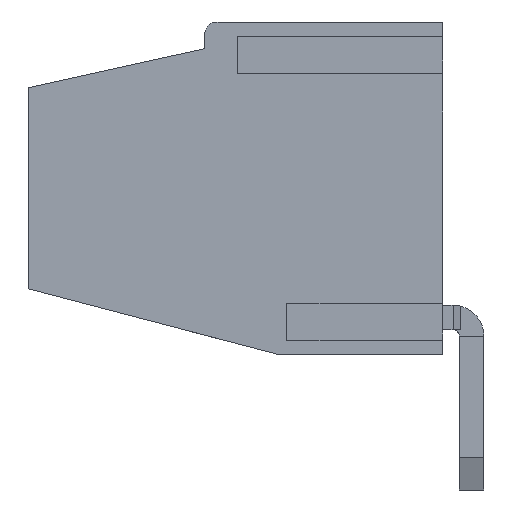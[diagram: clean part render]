
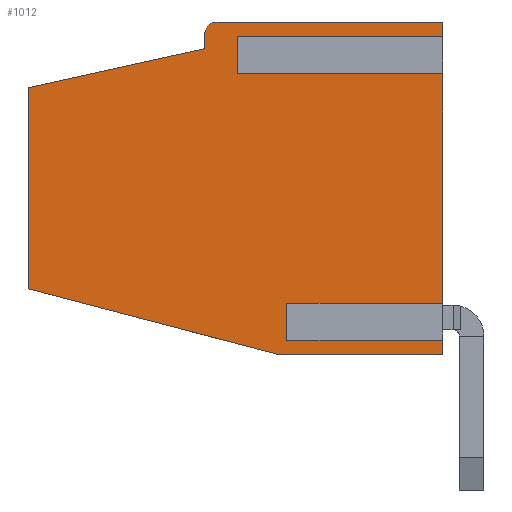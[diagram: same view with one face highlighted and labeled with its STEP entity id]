
A CAD part, left-side view. The second image highlights one B-rep face of the part: STEP entity #1012.
In plain terms, the highlighted face is planar.
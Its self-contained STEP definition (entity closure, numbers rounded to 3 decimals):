
#299 = CARTESIAN_POINT ( 'NONE',  ( 2.5, 7.45, 6.5 ) ) ;
#433 = AXIS2_PLACEMENT_3D ( 'NONE', #20364, #5505, #11964 ) ;
#814 = LINE ( 'NONE', #12867, #1360 ) ;
#824 = EDGE_LOOP ( 'NONE', ( #10542, #24966, #18511, #7824, #18628, #3622, #2906, #4218, #3174, #19462, #9169, #22563, #15283, #1812, #11979, #9445 ) ) ;
#849 = DIRECTION ( 'NONE',  ( -1., 0., 0. ) ) ;
#1012 = ADVANCED_FACE ( 'NONE', ( #9399 ), #7111, .F. ) ;
#1304 = EDGE_CURVE ( 'NONE', #22688, #18609, #26758, .T. ) ;
#1360 = VECTOR ( 'NONE', #23546, 1000. ) ;
#1496 = CARTESIAN_POINT ( 'NONE',  ( 2.5, 7.45, 6.5 ) ) ;
#1532 = LINE ( 'NONE', #13424, #13378 ) ;
#1547 = CARTESIAN_POINT ( 'NONE',  ( 2.5, 1.6, 10.8 ) ) ;
#1611 = LINE ( 'NONE', #3251, #3666 ) ;
#1695 = VERTEX_POINT ( 'NONE', #7018 ) ;
#1767 = VECTOR ( 'NONE', #23875, 1000. ) ;
#1812 = ORIENTED_EDGE ( 'NONE', *, *, #4122, .F. ) ;
#2194 = VECTOR ( 'NONE', #13208, 1000. ) ;
#2306 = CARTESIAN_POINT ( 'NONE',  ( 2.5, 7.568, 5.7 ) ) ;
#2350 = CARTESIAN_POINT ( 'NONE',  ( 2.5, 6.5, 10.8 ) ) ;
#2906 = ORIENTED_EDGE ( 'NONE', *, *, #25066, .T. ) ;
#3174 = ORIENTED_EDGE ( 'NONE', *, *, #4054, .F. ) ;
#3251 = CARTESIAN_POINT ( 'NONE',  ( 2.5, 7.568, 5.7 ) ) ;
#3303 = DIRECTION ( 'NONE',  ( 0., 1., 0. ) ) ;
#3315 = VECTOR ( 'NONE', #24066, 1000. ) ;
#3379 = CARTESIAN_POINT ( 'NONE',  ( 2.5, 0., 10.8 ) ) ;
#3589 = EDGE_CURVE ( 'NONE', #17512, #15514, #8347, .T. ) ;
#3622 = ORIENTED_EDGE ( 'NONE', *, *, #1304, .F. ) ;
#3666 = VECTOR ( 'NONE', #16075, 1000. ) ;
#3667 = LINE ( 'NONE', #1496, #8678 ) ;
#3845 = CARTESIAN_POINT ( 'NONE',  ( 2.5, 1.068, 0.7 ) ) ;
#4054 = EDGE_CURVE ( 'NONE', #16262, #5075, #13257, .T. ) ;
#4122 = EDGE_CURVE ( 'NONE', #18327, #17512, #1611, .T. ) ;
#4146 = EDGE_CURVE ( 'NONE', #1695, #9114, #9981, .T. ) ;
#4218 = ORIENTED_EDGE ( 'NONE', *, *, #15226, .T. ) ;
#4261 = VERTEX_POINT ( 'NONE', #14178 ) ;
#4422 = VERTEX_POINT ( 'NONE', #299 ) ;
#4466 = CARTESIAN_POINT ( 'NONE',  ( 2.5, 1.068, 4.5 ) ) ;
#5075 = VERTEX_POINT ( 'NONE', #20976 ) ;
#5505 = DIRECTION ( 'NONE',  ( 1., 0., 0. ) ) ;
#6205 = VERTEX_POINT ( 'NONE', #2350 ) ;
#6222 = VECTOR ( 'NONE', #8863, 1000. ) ;
#7018 = CARTESIAN_POINT ( 'NONE',  ( 2.5, 8.1, 6.2 ) ) ;
#7111 = PLANE ( 'NONE',  #25309 ) ;
#7824 = ORIENTED_EDGE ( 'NONE', *, *, #26480, .F. ) ;
#8059 = DIRECTION ( 'NONE',  ( 0., 0.254, 0.967 ) ) ;
#8347 = LINE ( 'NONE', #23193, #6222 ) ;
#8382 = CARTESIAN_POINT ( 'NONE',  ( 2.5, 7.8, 6.5 ) ) ;
#8669 = CIRCLE ( 'NONE', #433, 0.3 ) ;
#8678 = VECTOR ( 'NONE', #26430, 1000. ) ;
#8863 = DIRECTION ( 'NONE',  ( 0., 0., -1. ) ) ;
#9114 = VERTEX_POINT ( 'NONE', #24632 ) ;
#9127 = DIRECTION ( 'NONE',  ( 0., -1., 0. ) ) ;
#9169 = ORIENTED_EDGE ( 'NONE', *, *, #13120, .T. ) ;
#9202 = LINE ( 'NONE', #4466, #16073 ) ;
#9278 = CARTESIAN_POINT ( 'NONE',  ( 2.5, 1.6, 10.8 ) ) ;
#9281 = VECTOR ( 'NONE', #21521, 1000. ) ;
#9399 = FACE_OUTER_BOUND ( 'NONE', #824, .T. ) ;
#9405 = VECTOR ( 'NONE', #12697, 1000. ) ;
#9445 = ORIENTED_EDGE ( 'NONE', *, *, #19126, .T. ) ;
#9824 = VERTEX_POINT ( 'NONE', #21993 ) ;
#9981 = LINE ( 'NONE', #16215, #16181 ) ;
#10542 = ORIENTED_EDGE ( 'NONE', *, *, #4146, .F. ) ;
#11064 = VECTOR ( 'NONE', #24328, 1000. ) ;
#11188 = EDGE_CURVE ( 'NONE', #4422, #12379, #3667, .T. ) ;
#11303 = EDGE_CURVE ( 'NONE', #18609, #6205, #21597, .T. ) ;
#11964 = DIRECTION ( 'NONE',  ( 0., -1., 0. ) ) ;
#11979 = ORIENTED_EDGE ( 'NONE', *, *, #19523, .T. ) ;
#12131 = VERTEX_POINT ( 'NONE', #3845 ) ;
#12288 = CARTESIAN_POINT ( 'NONE',  ( 2.5, 7.568, 5.7 ) ) ;
#12379 = VERTEX_POINT ( 'NONE', #8382 ) ;
#12546 = LINE ( 'NONE', #2306, #2194 ) ;
#12697 = DIRECTION ( 'NONE',  ( 0., 0.216, -0.976 ) ) ;
#12867 = CARTESIAN_POINT ( 'NONE',  ( 2.5, 0.532, 4.5 ) ) ;
#12887 = CARTESIAN_POINT ( 'NONE',  ( 2.5, 0.532, 4.5 ) ) ;
#13113 = LINE ( 'NONE', #23251, #9405 ) ;
#13120 = EDGE_CURVE ( 'NONE', #19529, #12131, #9202, .T. ) ;
#13208 = DIRECTION ( 'NONE',  ( 0., 0., -1. ) ) ;
#13257 = LINE ( 'NONE', #19494, #9281 ) ;
#13378 = VECTOR ( 'NONE', #3303, 1000. ) ;
#13424 = CARTESIAN_POINT ( 'NONE',  ( 2.5, 8.1, 0.7 ) ) ;
#13656 = CARTESIAN_POINT ( 'NONE',  ( 2.5, 8.1, 0.7 ) ) ;
#14178 = CARTESIAN_POINT ( 'NONE',  ( 2.5, 0., 0.7 ) ) ;
#14220 = CARTESIAN_POINT ( 'NONE',  ( 2.5, 7.032, 5.7 ) ) ;
#15086 = CARTESIAN_POINT ( 'NONE',  ( 2.5, 1.068, 4.5 ) ) ;
#15226 = EDGE_CURVE ( 'NONE', #4261, #5075, #18188, .T. ) ;
#15283 = ORIENTED_EDGE ( 'NONE', *, *, #3589, .F. ) ;
#15285 = VECTOR ( 'NONE', #8059, 1000. ) ;
#15514 = VERTEX_POINT ( 'NONE', #24747 ) ;
#16073 = VECTOR ( 'NONE', #21393, 1000. ) ;
#16075 = DIRECTION ( 'NONE',  ( 0., -1., 0. ) ) ;
#16181 = VECTOR ( 'NONE', #17856, 1000. ) ;
#16215 = CARTESIAN_POINT ( 'NONE',  ( 2.5, 8.1, 10.8 ) ) ;
#16262 = VERTEX_POINT ( 'NONE', #12887 ) ;
#17392 = CARTESIAN_POINT ( 'NONE',  ( 2.5, 8.1, 10.8 ) ) ;
#17512 = VERTEX_POINT ( 'NONE', #14220 ) ;
#17832 = EDGE_CURVE ( 'NONE', #1695, #12379, #8669, .T. ) ;
#17856 = DIRECTION ( 'NONE',  ( 0., 0., -1. ) ) ;
#17991 = LINE ( 'NONE', #13656, #3315 ) ;
#18188 = LINE ( 'NONE', #20087, #22643 ) ;
#18327 = VERTEX_POINT ( 'NONE', #12288 ) ;
#18511 = ORIENTED_EDGE ( 'NONE', *, *, #11188, .F. ) ;
#18609 = VERTEX_POINT ( 'NONE', #9278 ) ;
#18628 = ORIENTED_EDGE ( 'NONE', *, *, #11303, .F. ) ;
#19126 = EDGE_CURVE ( 'NONE', #9824, #9114, #1532, .T. ) ;
#19462 = ORIENTED_EDGE ( 'NONE', *, *, #20249, .T. ) ;
#19494 = CARTESIAN_POINT ( 'NONE',  ( 2.5, 0.532, 4.5 ) ) ;
#19523 = EDGE_CURVE ( 'NONE', #18327, #9824, #12546, .T. ) ;
#19529 = VERTEX_POINT ( 'NONE', #15086 ) ;
#20087 = CARTESIAN_POINT ( 'NONE',  ( 2.5, 8.1, 0.7 ) ) ;
#20249 = EDGE_CURVE ( 'NONE', #16262, #19529, #814, .T. ) ;
#20364 = CARTESIAN_POINT ( 'NONE',  ( 2.5, 7.8, 6.2 ) ) ;
#20976 = CARTESIAN_POINT ( 'NONE',  ( 2.5, 0.532, 0.7 ) ) ;
#21393 = DIRECTION ( 'NONE',  ( 0., 0., -1. ) ) ;
#21521 = DIRECTION ( 'NONE',  ( 0., 0., -1. ) ) ;
#21597 = LINE ( 'NONE', #24148, #1767 ) ;
#21925 = LINE ( 'NONE', #3379, #11064 ) ;
#21993 = CARTESIAN_POINT ( 'NONE',  ( 2.5, 7.568, 0.7 ) ) ;
#22129 = DIRECTION ( 'NONE',  ( 0., 1., 0. ) ) ;
#22563 = ORIENTED_EDGE ( 'NONE', *, *, #25034, .T. ) ;
#22643 = VECTOR ( 'NONE', #22129, 1000. ) ;
#22688 = VERTEX_POINT ( 'NONE', #23978 ) ;
#23193 = CARTESIAN_POINT ( 'NONE',  ( 2.5, 7.032, 5.7 ) ) ;
#23251 = CARTESIAN_POINT ( 'NONE',  ( 2.5, 6.5, 10.8 ) ) ;
#23546 = DIRECTION ( 'NONE',  ( 0., 1., 0. ) ) ;
#23875 = DIRECTION ( 'NONE',  ( 0., 1., 0. ) ) ;
#23978 = CARTESIAN_POINT ( 'NONE',  ( 2.5, 0., 4.7 ) ) ;
#24066 = DIRECTION ( 'NONE',  ( 0., 1., 0. ) ) ;
#24148 = CARTESIAN_POINT ( 'NONE',  ( 2.5, 8.1, 10.8 ) ) ;
#24328 = DIRECTION ( 'NONE',  ( 0., 0., -1. ) ) ;
#24632 = CARTESIAN_POINT ( 'NONE',  ( 2.5, 8.1, 0.7 ) ) ;
#24747 = CARTESIAN_POINT ( 'NONE',  ( 2.5, 7.032, 0.7 ) ) ;
#24966 = ORIENTED_EDGE ( 'NONE', *, *, #17832, .T. ) ;
#25034 = EDGE_CURVE ( 'NONE', #12131, #15514, #17991, .T. ) ;
#25066 = EDGE_CURVE ( 'NONE', #22688, #4261, #21925, .T. ) ;
#25309 = AXIS2_PLACEMENT_3D ( 'NONE', #17392, #849, #9127 ) ;
#26430 = DIRECTION ( 'NONE',  ( 0., 1., 0. ) ) ;
#26480 = EDGE_CURVE ( 'NONE', #6205, #4422, #13113, .T. ) ;
#26758 = LINE ( 'NONE', #1547, #15285 ) ;
